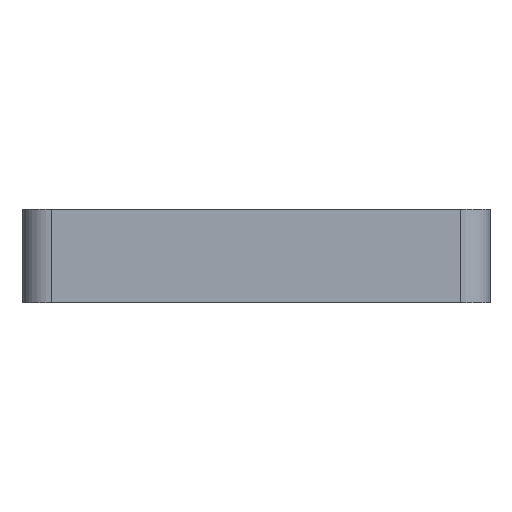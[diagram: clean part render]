
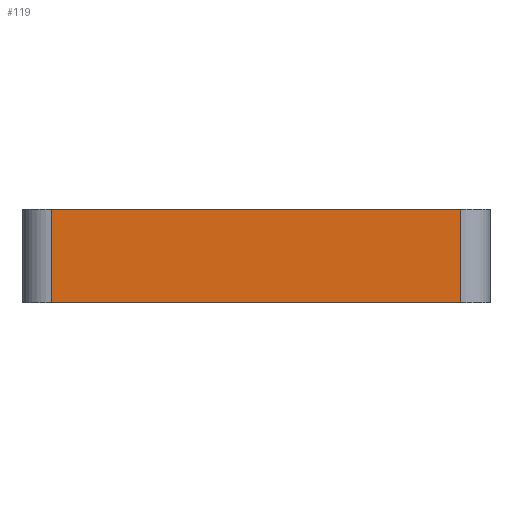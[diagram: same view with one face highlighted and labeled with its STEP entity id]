
A CAD part, front view. The second image highlights one B-rep face of the part: STEP entity #119.
In plain terms, the highlighted planar face has unit normal (0, -1, 0).
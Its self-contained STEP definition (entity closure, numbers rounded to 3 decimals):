
#66 = EDGE_CURVE ( 'NONE', #778, #920, #121, .T. ) ;
#114 = CARTESIAN_POINT ( 'NONE',  ( 110.49, -127.264, 6.35 ) ) ;
#115 = VERTEX_POINT ( 'NONE', #375 ) ;
#119 = ADVANCED_FACE ( 'NONE', ( #481 ), #720, .T. ) ;
#121 = LINE ( 'NONE', #707, #491 ) ;
#150 = EDGE_CURVE ( 'NONE', #115, #920, #827, .T. ) ;
#161 = EDGE_LOOP ( 'NONE', ( #722, #840, #1050, #1030 ) ) ;
#216 = CARTESIAN_POINT ( 'NONE',  ( 110.49, -127.264, 107.629 ) ) ;
#255 = EDGE_CURVE ( 'NONE', #443, #778, #846, .T. ) ;
#286 = DIRECTION ( 'NONE',  ( -1., 0., 0. ) ) ;
#291 = CARTESIAN_POINT ( 'NONE',  ( 110.49, -127.264, 6.35 ) ) ;
#293 = DIRECTION ( 'NONE',  ( 0., 0., -1. ) ) ;
#310 = DIRECTION ( 'NONE',  ( 0., 0., -1. ) ) ;
#339 = AXIS2_PLACEMENT_3D ( 'NONE', #216, #1054, #293 ) ;
#340 = DIRECTION ( 'NONE',  ( 0., 0., -1. ) ) ;
#375 = CARTESIAN_POINT ( 'NONE',  ( 82.55, -127.264, 6.35 ) ) ;
#393 = CARTESIAN_POINT ( 'NONE',  ( 82.55, -127.264, 107.629 ) ) ;
#443 = VERTEX_POINT ( 'NONE', #114 ) ;
#481 = FACE_OUTER_BOUND ( 'NONE', #161, .T. ) ;
#491 = VECTOR ( 'NONE', #286, 1000. ) ;
#586 = VECTOR ( 'NONE', #902, 1000. ) ;
#705 = EDGE_CURVE ( 'NONE', #115, #443, #728, .T. ) ;
#707 = CARTESIAN_POINT ( 'NONE',  ( 110.49, -127.264, 0. ) ) ;
#720 = PLANE ( 'NONE',  #339 ) ;
#722 = ORIENTED_EDGE ( 'NONE', *, *, #705, .F. ) ;
#728 = LINE ( 'NONE', #291, #586 ) ;
#767 = CARTESIAN_POINT ( 'NONE',  ( 110.49, -127.264, 107.629 ) ) ;
#778 = VERTEX_POINT ( 'NONE', #831 ) ;
#787 = CARTESIAN_POINT ( 'NONE',  ( 82.55, -127.264, 0. ) ) ;
#827 = LINE ( 'NONE', #393, #1052 ) ;
#831 = CARTESIAN_POINT ( 'NONE',  ( 110.49, -127.264, 0. ) ) ;
#840 = ORIENTED_EDGE ( 'NONE', *, *, #150, .T. ) ;
#846 = LINE ( 'NONE', #767, #1039 ) ;
#902 = DIRECTION ( 'NONE',  ( 1., 0., 0. ) ) ;
#920 = VERTEX_POINT ( 'NONE', #787 ) ;
#1030 = ORIENTED_EDGE ( 'NONE', *, *, #255, .F. ) ;
#1039 = VECTOR ( 'NONE', #340, 1000. ) ;
#1050 = ORIENTED_EDGE ( 'NONE', *, *, #66, .F. ) ;
#1052 = VECTOR ( 'NONE', #310, 1000. ) ;
#1054 = DIRECTION ( 'NONE',  ( 0., -1., 0. ) ) ;
